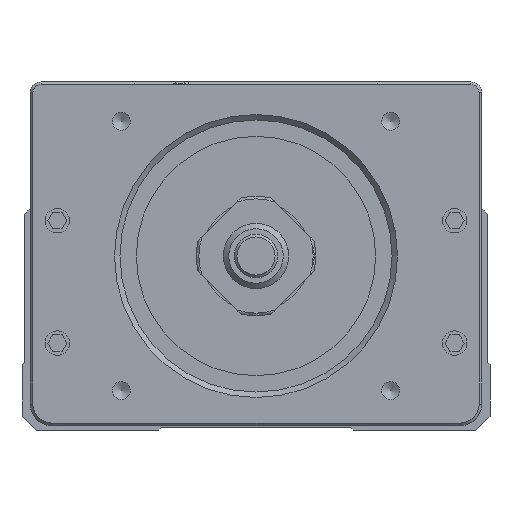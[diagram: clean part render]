
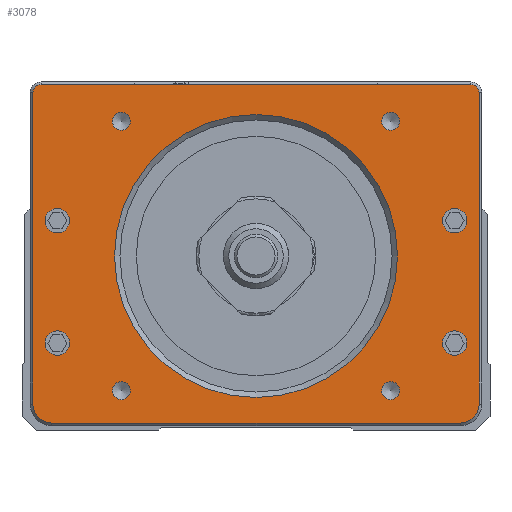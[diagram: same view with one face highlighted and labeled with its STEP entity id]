
A CAD part, front view. The second image highlights one B-rep face of the part: STEP entity #3078.
In plain terms, the highlighted planar face has unit normal (0, -1, 0).
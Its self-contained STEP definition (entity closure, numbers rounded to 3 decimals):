
#3078=ADVANCED_FACE('',(#5100,#5101,#5102,#5103,#5104,#5105,#5106,#5107,
#5108,#5109),#4321,.F.);
#4321=PLANE('',#28964);
#5100=FACE_BOUND('',#6658,.T.);
#5101=FACE_BOUND('',#6659,.T.);
#5102=FACE_BOUND('',#6660,.T.);
#5103=FACE_BOUND('',#6661,.T.);
#5104=FACE_BOUND('',#6662,.T.);
#5105=FACE_BOUND('',#6663,.T.);
#5106=FACE_BOUND('',#6664,.T.);
#5107=FACE_BOUND('',#6665,.T.);
#5108=FACE_BOUND('',#6666,.T.);
#5109=FACE_BOUND('',#6667,.T.);
#6658=EDGE_LOOP('',(#13265));
#6659=EDGE_LOOP('',(#13266));
#6660=EDGE_LOOP('',(#13267));
#6661=EDGE_LOOP('',(#13268));
#6662=EDGE_LOOP('',(#13269));
#6663=EDGE_LOOP('',(#13270,#13271,#13272,#13273,#13274,#13275,#13276,#13277));
#6664=EDGE_LOOP('',(#13278));
#6665=EDGE_LOOP('',(#13279));
#6666=EDGE_LOOP('',(#13280));
#6667=EDGE_LOOP('',(#13281));
#8019=CIRCLE('',#28951,26.);
#8020=CIRCLE('',#28952,1.65);
#8021=CIRCLE('',#28953,1.65);
#8022=CIRCLE('',#28954,1.65);
#8023=CIRCLE('',#28955,1.65);
#8024=CIRCLE('',#28956,1.5);
#8025=CIRCLE('',#28957,1.5);
#8026=CIRCLE('',#28958,3.5);
#8027=CIRCLE('',#28959,3.5);
#8028=CIRCLE('',#28960,2.25);
#8029=CIRCLE('',#28961,2.25);
#8030=CIRCLE('',#28962,2.25);
#8031=CIRCLE('',#28963,2.25);
#13265=ORIENTED_EDGE('',*,*,#21014,.T.);
#13266=ORIENTED_EDGE('',*,*,#21015,.T.);
#13267=ORIENTED_EDGE('',*,*,#21016,.T.);
#13268=ORIENTED_EDGE('',*,*,#21017,.T.);
#13269=ORIENTED_EDGE('',*,*,#21018,.T.);
#13270=ORIENTED_EDGE('',*,*,#21019,.T.);
#13271=ORIENTED_EDGE('',*,*,#21020,.T.);
#13272=ORIENTED_EDGE('',*,*,#21021,.T.);
#13273=ORIENTED_EDGE('',*,*,#21022,.T.);
#13274=ORIENTED_EDGE('',*,*,#21023,.T.);
#13275=ORIENTED_EDGE('',*,*,#21024,.T.);
#13276=ORIENTED_EDGE('',*,*,#21025,.T.);
#13277=ORIENTED_EDGE('',*,*,#21026,.T.);
#13278=ORIENTED_EDGE('',*,*,#21027,.T.);
#13279=ORIENTED_EDGE('',*,*,#21028,.T.);
#13280=ORIENTED_EDGE('',*,*,#21029,.T.);
#13281=ORIENTED_EDGE('',*,*,#21030,.T.);
#17647=VERTEX_POINT('',#44294);
#17648=VERTEX_POINT('',#44296);
#17649=VERTEX_POINT('',#44298);
#17650=VERTEX_POINT('',#44300);
#17651=VERTEX_POINT('',#44302);
#17652=VERTEX_POINT('',#44304);
#17653=VERTEX_POINT('',#44305);
#17654=VERTEX_POINT('',#44307);
#17655=VERTEX_POINT('',#44309);
#17656=VERTEX_POINT('',#44311);
#17657=VERTEX_POINT('',#44313);
#17658=VERTEX_POINT('',#44315);
#17659=VERTEX_POINT('',#44317);
#17660=VERTEX_POINT('',#44320);
#17661=VERTEX_POINT('',#44322);
#17662=VERTEX_POINT('',#44324);
#17663=VERTEX_POINT('',#44326);
#21014=EDGE_CURVE('',#17647,#17647,#8019,.T.);
#21015=EDGE_CURVE('',#17648,#17648,#8020,.T.);
#21016=EDGE_CURVE('',#17649,#17649,#8021,.T.);
#21017=EDGE_CURVE('',#17650,#17650,#8022,.T.);
#21018=EDGE_CURVE('',#17651,#17651,#8023,.T.);
#21019=EDGE_CURVE('',#17652,#17653,#24043,.T.);
#21020=EDGE_CURVE('',#17653,#17654,#8024,.T.);
#21021=EDGE_CURVE('',#17654,#17655,#24044,.T.);
#21022=EDGE_CURVE('',#17655,#17656,#8025,.T.);
#21023=EDGE_CURVE('',#17656,#17657,#24045,.T.);
#21024=EDGE_CURVE('',#17657,#17658,#8026,.T.);
#21025=EDGE_CURVE('',#17658,#17659,#24046,.T.);
#21026=EDGE_CURVE('',#17659,#17652,#8027,.T.);
#21027=EDGE_CURVE('',#17660,#17660,#8028,.T.);
#21028=EDGE_CURVE('',#17661,#17661,#8029,.T.);
#21029=EDGE_CURVE('',#17662,#17662,#8030,.T.);
#21030=EDGE_CURVE('',#17663,#17663,#8031,.T.);
#24043=LINE('',#44303,#26718);
#24044=LINE('',#44308,#26719);
#24045=LINE('',#44312,#26720);
#24046=LINE('',#44316,#26721);
#26718=VECTOR('',#34731,1.);
#26719=VECTOR('',#34734,1.);
#26720=VECTOR('',#34737,1.);
#26721=VECTOR('',#34740,1.);
#28951=AXIS2_PLACEMENT_3D('',#44293,#34721,#34722);
#28952=AXIS2_PLACEMENT_3D('',#44295,#34723,#34724);
#28953=AXIS2_PLACEMENT_3D('',#44297,#34725,#34726);
#28954=AXIS2_PLACEMENT_3D('',#44299,#34727,#34728);
#28955=AXIS2_PLACEMENT_3D('',#44301,#34729,#34730);
#28956=AXIS2_PLACEMENT_3D('',#44306,#34732,#34733);
#28957=AXIS2_PLACEMENT_3D('',#44310,#34735,#34736);
#28958=AXIS2_PLACEMENT_3D('',#44314,#34738,#34739);
#28959=AXIS2_PLACEMENT_3D('',#44318,#34741,#34742);
#28960=AXIS2_PLACEMENT_3D('',#44319,#34743,#34744);
#28961=AXIS2_PLACEMENT_3D('',#44321,#34745,#34746);
#28962=AXIS2_PLACEMENT_3D('',#44323,#34747,#34748);
#28963=AXIS2_PLACEMENT_3D('',#44325,#34749,#34750);
#28964=AXIS2_PLACEMENT_3D('',#44327,#34751,#34752);
#34721=DIRECTION('',(0.,1.,0.));
#34722=DIRECTION('',(0.,0.,1.));
#34723=DIRECTION('',(0.,1.,0.));
#34724=DIRECTION('',(0.,0.,1.));
#34725=DIRECTION('',(0.,1.,0.));
#34726=DIRECTION('',(0.,0.,1.));
#34727=DIRECTION('',(0.,1.,0.));
#34728=DIRECTION('',(0.,0.,1.));
#34729=DIRECTION('',(0.,1.,0.));
#34730=DIRECTION('',(0.,0.,1.));
#34731=DIRECTION('',(0.,0.,1.));
#34732=DIRECTION('',(0.,-1.,0.));
#34733=DIRECTION('',(0.,0.,1.));
#34734=DIRECTION('',(-1.,0.,0.));
#34735=DIRECTION('',(0.,-1.,0.));
#34736=DIRECTION('',(0.,0.,1.));
#34737=DIRECTION('',(0.,0.,-1.));
#34738=DIRECTION('',(0.,-1.,0.));
#34739=DIRECTION('',(0.,0.,1.));
#34740=DIRECTION('',(1.,0.,0.));
#34741=DIRECTION('',(0.,-1.,0.));
#34742=DIRECTION('',(0.,0.,1.));
#34743=DIRECTION('',(0.,1.,0.));
#34744=DIRECTION('',(0.,0.,1.));
#34745=DIRECTION('',(0.,1.,0.));
#34746=DIRECTION('',(0.,0.,1.));
#34747=DIRECTION('',(0.,1.,0.));
#34748=DIRECTION('',(0.,0.,1.));
#34749=DIRECTION('',(0.,1.,0.));
#34750=DIRECTION('',(0.,0.,1.));
#34751=DIRECTION('',(0.,1.,0.));
#34752=DIRECTION('',(0.,0.,-1.));
#44293=CARTESIAN_POINT('',(0.,-236.633,32.));
#44294=CARTESIAN_POINT('',(0.,-236.633,58.));
#44295=CARTESIAN_POINT('',(-24.749,-236.633,56.749));
#44296=CARTESIAN_POINT('',(-24.749,-236.633,58.399));
#44297=CARTESIAN_POINT('',(-24.749,-236.633,7.251));
#44298=CARTESIAN_POINT('',(-24.749,-236.633,8.901));
#44299=CARTESIAN_POINT('',(24.749,-236.633,7.251));
#44300=CARTESIAN_POINT('',(24.749,-236.633,8.901));
#44301=CARTESIAN_POINT('',(24.749,-236.633,56.749));
#44302=CARTESIAN_POINT('',(24.749,-236.633,58.399));
#44303=CARTESIAN_POINT('',(41.,-236.633,60.));
#44304=CARTESIAN_POINT('',(41.,-236.633,4.8));
#44305=CARTESIAN_POINT('',(41.,-236.633,62.));
#44306=CARTESIAN_POINT('',(39.5,-236.633,62.));
#44307=CARTESIAN_POINT('',(39.5,-236.633,63.5));
#44308=CARTESIAN_POINT('',(39.,-236.633,63.5));
#44309=CARTESIAN_POINT('',(-39.5,-236.633,63.5));
#44310=CARTESIAN_POINT('',(-39.5,-236.633,62.));
#44311=CARTESIAN_POINT('',(-41.,-236.633,62.));
#44312=CARTESIAN_POINT('',(-41.,-236.633,60.));
#44313=CARTESIAN_POINT('',(-41.,-236.633,4.8));
#44314=CARTESIAN_POINT('',(-37.5,-236.633,4.8));
#44315=CARTESIAN_POINT('',(-37.5,-236.633,1.3));
#44316=CARTESIAN_POINT('',(39.,-236.633,1.3));
#44317=CARTESIAN_POINT('',(37.5,-236.633,1.3));
#44318=CARTESIAN_POINT('',(37.5,-236.633,4.8));
#44319=CARTESIAN_POINT('',(-36.5,-236.633,38.5));
#44320=CARTESIAN_POINT('',(-36.5,-236.633,40.75));
#44321=CARTESIAN_POINT('',(-36.5,-236.633,16.));
#44322=CARTESIAN_POINT('',(-36.5,-236.633,18.25));
#44323=CARTESIAN_POINT('',(36.5,-236.633,38.5));
#44324=CARTESIAN_POINT('',(36.5,-236.633,40.75));
#44325=CARTESIAN_POINT('',(36.5,-236.633,16.));
#44326=CARTESIAN_POINT('',(36.5,-236.633,18.25));
#44327=CARTESIAN_POINT('',(39.,-236.633,60.));
